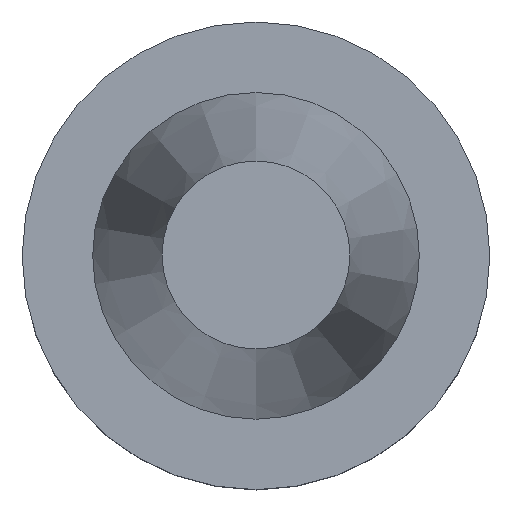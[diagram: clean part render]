
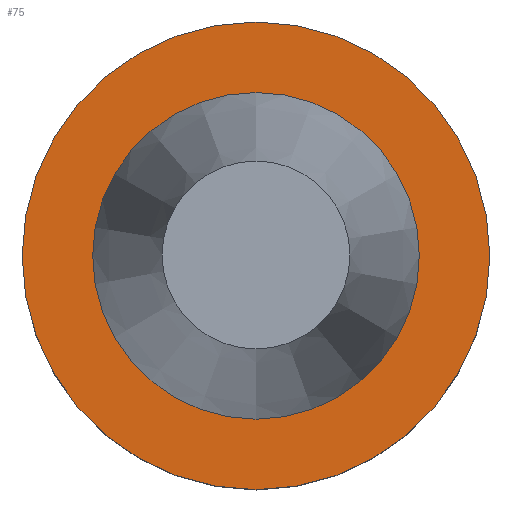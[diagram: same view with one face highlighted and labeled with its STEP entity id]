
A CAD part, top view. The second image highlights one B-rep face of the part: STEP entity #75.
In plain terms, the highlighted planar face has unit normal (0, 0, 1).
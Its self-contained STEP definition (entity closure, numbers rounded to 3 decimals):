
#75=ADVANCED_FACE('',(#91,#92),#93,.T.);
#91=FACE_OUTER_BOUND('',#134,.T.);
#92=FACE_BOUND('',#135,.T.);
#93=PLANE('',#136);
#134=EDGE_LOOP('',(#177));
#135=EDGE_LOOP('',(#178));
#136=AXIS2_PLACEMENT_3D('',#179,#180,#181);
#177=ORIENTED_EDGE('',*,*,#250,.F.);
#178=ORIENTED_EDGE('',*,*,#251,.T.);
#179=CARTESIAN_POINT('',(0.,42.463,-1.5));
#180=DIRECTION('',(0.,0.,1.0));
#181=DIRECTION('',(0.,-1.0,0.));
#250=EDGE_CURVE('',#264,#264,#265,.T.);
#251=EDGE_CURVE('',#266,#266,#267,.T.);
#264=VERTEX_POINT('',#292);
#265=CIRCLE('',#293,50.0);
#266=VERTEX_POINT('',#294);
#267=CIRCLE('',#295,34.925);
#292=CARTESIAN_POINT('',(0.,50.0,-1.5));
#293=AXIS2_PLACEMENT_3D('',#320,#321,#322);
#294=CARTESIAN_POINT('',(0.,34.925,-1.5));
#295=AXIS2_PLACEMENT_3D('',#323,#324,#325);
#320=CARTESIAN_POINT('',(0.,0.,-1.5));
#321=DIRECTION('',(0.,0.,-1.0));
#322=DIRECTION('',(0.,1.0,0.));
#323=CARTESIAN_POINT('',(0.,0.,-1.5));
#324=DIRECTION('',(0.,0.,-1.0));
#325=DIRECTION('',(0.,1.0,0.));
